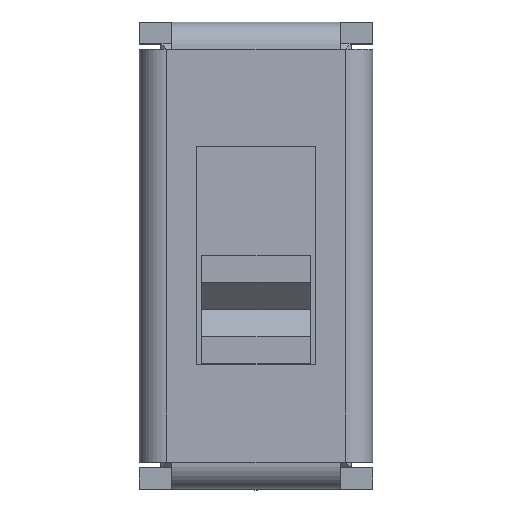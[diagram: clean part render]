
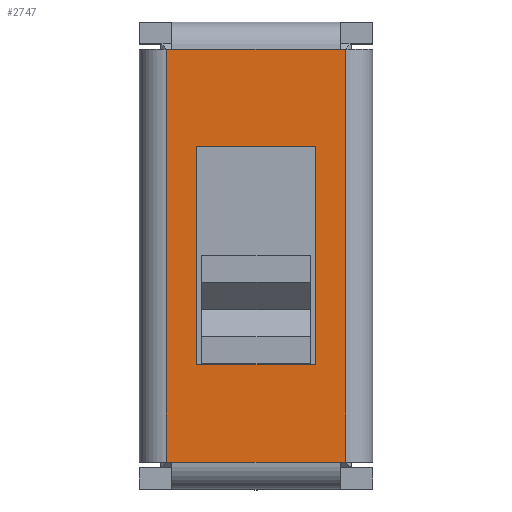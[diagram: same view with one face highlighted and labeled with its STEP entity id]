
A CAD part, top view. The second image highlights one B-rep face of the part: STEP entity #2747.
In plain terms, the highlighted planar face has unit normal (0, 0, 1).
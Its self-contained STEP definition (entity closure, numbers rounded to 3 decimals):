
#107=FACE_BOUND('',#309,.T.);
#150=FACE_OUTER_BOUND('',#308,.T.);
#308=EDGE_LOOP('',(#2043,#2044,#2045,#2046,#2047,#2048,#2049,#2050));
#309=EDGE_LOOP('',(#2051,#2052,#2053,#2054,#2055,#2056));
#500=LINE('',#4050,#847);
#573=LINE('',#4193,#920);
#602=LINE('',#4264,#949);
#603=LINE('',#4266,#950);
#604=LINE('',#4268,#951);
#605=LINE('',#4270,#952);
#606=LINE('',#4272,#953);
#607=LINE('',#4274,#954);
#608=LINE('',#4276,#955);
#609=LINE('',#4277,#956);
#610=LINE('',#4279,#957);
#611=LINE('',#4281,#958);
#612=LINE('',#4283,#959);
#613=LINE('',#4284,#960);
#847=VECTOR('',#3225,1000.);
#920=VECTOR('',#3338,1000.);
#949=VECTOR('',#3395,1000.);
#950=VECTOR('',#3396,1000.);
#951=VECTOR('',#3397,1000.);
#952=VECTOR('',#3398,1000.);
#953=VECTOR('',#3399,1000.);
#954=VECTOR('',#3400,1000.);
#955=VECTOR('',#3401,1000.);
#956=VECTOR('',#3402,1000.);
#957=VECTOR('',#3403,1000.);
#958=VECTOR('',#3404,1000.);
#959=VECTOR('',#3405,1000.);
#960=VECTOR('',#3406,1000.);
#1197=VERTEX_POINT('',#4048);
#1198=VERTEX_POINT('',#4049);
#1248=VERTEX_POINT('',#4192);
#1275=VERTEX_POINT('',#4262);
#1276=VERTEX_POINT('',#4263);
#1277=VERTEX_POINT('',#4265);
#1278=VERTEX_POINT('',#4267);
#1279=VERTEX_POINT('',#4269);
#1280=VERTEX_POINT('',#4271);
#1281=VERTEX_POINT('',#4273);
#1282=VERTEX_POINT('',#4275);
#1283=VERTEX_POINT('',#4278);
#1284=VERTEX_POINT('',#4280);
#1285=VERTEX_POINT('',#4282);
#1461=EDGE_CURVE('',#1197,#1198,#500,.T.);
#1534=EDGE_CURVE('',#1198,#1248,#573,.T.);
#1569=EDGE_CURVE('',#1275,#1276,#602,.T.);
#1570=EDGE_CURVE('',#1275,#1277,#603,.T.);
#1571=EDGE_CURVE('',#1278,#1277,#604,.T.);
#1572=EDGE_CURVE('',#1279,#1278,#605,.T.);
#1573=EDGE_CURVE('',#1279,#1280,#606,.T.);
#1574=EDGE_CURVE('',#1280,#1281,#607,.T.);
#1575=EDGE_CURVE('',#1282,#1281,#608,.T.);
#1576=EDGE_CURVE('',#1276,#1282,#609,.T.);
#1577=EDGE_CURVE('',#1283,#1197,#610,.T.);
#1578=EDGE_CURVE('',#1284,#1283,#611,.T.);
#1579=EDGE_CURVE('',#1285,#1284,#612,.T.);
#1580=EDGE_CURVE('',#1285,#1248,#613,.T.);
#2043=ORIENTED_EDGE('',*,*,#1569,.F.);
#2044=ORIENTED_EDGE('',*,*,#1570,.T.);
#2045=ORIENTED_EDGE('',*,*,#1571,.F.);
#2046=ORIENTED_EDGE('',*,*,#1572,.F.);
#2047=ORIENTED_EDGE('',*,*,#1573,.T.);
#2048=ORIENTED_EDGE('',*,*,#1574,.T.);
#2049=ORIENTED_EDGE('',*,*,#1575,.F.);
#2050=ORIENTED_EDGE('',*,*,#1576,.F.);
#2051=ORIENTED_EDGE('',*,*,#1577,.F.);
#2052=ORIENTED_EDGE('',*,*,#1578,.F.);
#2053=ORIENTED_EDGE('',*,*,#1579,.F.);
#2054=ORIENTED_EDGE('',*,*,#1580,.T.);
#2055=ORIENTED_EDGE('',*,*,#1534,.F.);
#2056=ORIENTED_EDGE('',*,*,#1461,.F.);
#2617=PLANE('',#2935);
#2747=ADVANCED_FACE('',(#150,#107),#2617,.T.);
#2935=AXIS2_PLACEMENT_3D('',#4261,#3393,#3394);
#3225=DIRECTION('',(1.,0.,0.));
#3338=DIRECTION('',(1.,0.,0.));
#3393=DIRECTION('center_axis',(0.,0.,
1.));
#3394=DIRECTION('ref_axis',(1.,0.,0.));
#3395=DIRECTION('',(0.,1.,0.));
#3396=DIRECTION('',(1.,0.,0.));
#3397=DIRECTION('',(-1.,0.,0.));
#3398=DIRECTION('',(-1.,0.,0.));
#3399=DIRECTION('',(0.,1.,0.));
#3400=DIRECTION('',(-1.,0.,0.));
#3401=DIRECTION('',(1.,0.,0.));
#3402=DIRECTION('',(1.,0.,0.));
#3403=DIRECTION('',(1.,0.,0.));
#3404=DIRECTION('',(0.,-1.,0.));
#3405=DIRECTION('',(-1.,0.,0.));
#3406=DIRECTION('',(0.,-1.,0.));
#4048=CARTESIAN_POINT('',(-0.85,-2.,7.5));
#4049=CARTESIAN_POINT('',(1.15,-2.,7.5));
#4050=CARTESIAN_POINT('',(0.15,-2.,7.5));
#4192=CARTESIAN_POINT('',(1.25,-2.,7.5));
#4193=CARTESIAN_POINT('',(0.15,-2.,7.5));
#4261=CARTESIAN_POINT('Origin',(0.15,0.,
7.5));
#4262=CARTESIAN_POINT('',(-1.5,-3.8,7.5));
#4263=CARTESIAN_POINT('',(-1.5,3.8,7.5));
#4264=CARTESIAN_POINT('',(-1.5,0.,7.5));
#4265=CARTESIAN_POINT('',(-1.4,-3.8,7.5));
#4266=CARTESIAN_POINT('',(-1.529,-3.8,7.5));
#4267=CARTESIAN_POINT('',(1.7,-3.8,7.5));
#4268=CARTESIAN_POINT('',(1.829,-3.8,7.5));
#4269=CARTESIAN_POINT('',(1.8,-3.8,7.5));
#4270=CARTESIAN_POINT('',(1.829,-3.8,7.5));
#4271=CARTESIAN_POINT('',(1.8,3.8,7.5));
#4272=CARTESIAN_POINT('',(1.8,0.,7.5));
#4273=CARTESIAN_POINT('',(1.7,3.8,7.5));
#4274=CARTESIAN_POINT('',(1.829,3.8,7.5));
#4275=CARTESIAN_POINT('',(-1.4,3.8,7.5));
#4276=CARTESIAN_POINT('',(-1.529,3.8,7.5));
#4277=CARTESIAN_POINT('',(-1.529,3.8,7.5));
#4278=CARTESIAN_POINT('',(-0.95,-2.,7.5));
#4279=CARTESIAN_POINT('',(0.15,-2.,7.5));
#4280=CARTESIAN_POINT('',(-0.95,2.,7.5));
#4281=CARTESIAN_POINT('',(-0.95,2.,7.5));
#4282=CARTESIAN_POINT('',(1.25,2.,7.5));
#4283=CARTESIAN_POINT('',(0.15,2.,7.5));
#4284=CARTESIAN_POINT('',(1.25,2.,7.5));
